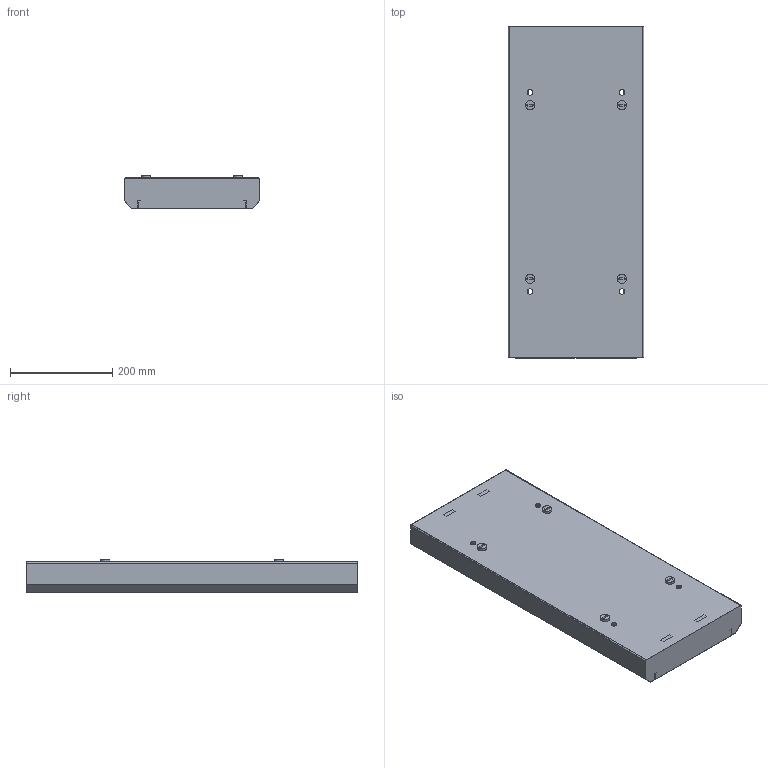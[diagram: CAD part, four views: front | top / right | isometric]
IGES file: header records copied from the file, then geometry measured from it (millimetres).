
Global section: file name: 720008.stp.ipt; native system: Autodesk Inventor 2014; preprocessor: unknown; author: zeman; date: 20151016.131533; units: millimetre
Bounding box: 266 x 650 x 65 mm (x, y, z)
Volume: 817681 mm3; surface area: 1023230.4 mm2
Topology: 4 solids, 4 shells, 341 faces, 986 edges, 644 vertices
Faces by surface type: plane 257, revolution 48, cylinder 36
Full cylindrical faces by diameter (mm): 2 x8, 18 x4, 25 x2
